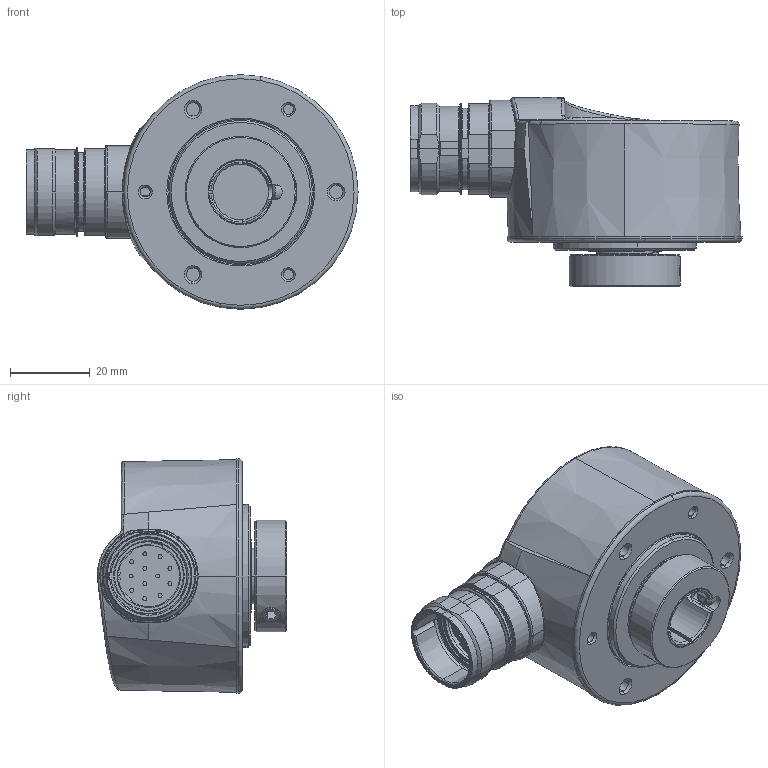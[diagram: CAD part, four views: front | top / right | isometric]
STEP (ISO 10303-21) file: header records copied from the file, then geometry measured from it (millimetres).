
FILE_DESCRIPTION (( 'STEP AP203' ), '1' );
FILE_NAME ('M110_DSK5H14_M23 Connector Output_Radial.STEP', '2019-07-22T06:56:20', ( '' ), ( '' ), 'SwSTEP 2.0', 'SolidWorks 2017', '' );
FILE_SCHEMA (( 'CONFIG_CONTROL_DESIGN' ));
Length unit declared in the file: millimetre
Products named in the file (1): M110_DSK5H14_M23 Connector Output_Radial
Bounding box: 83.5 x 47.63 x 59 mm (x, y, z)
Surface area: 17838.8 mm2 (no closed solid volume)
Topology: 0 solids, 16 shells, 316 faces, 929 edges, 623 vertices
Faces by surface type: plane 88, cylinder 83, cone 66, bspline 42, torus 37
Entity records: 15684 total; most frequent: CARTESIAN_POINT 7925, ORIENTED_EDGE 1626, DIRECTION 1424, EDGE_CURVE 927, VERTEX_POINT 623, AXIS2_PLACEMENT_3D 567, EDGE_LOOP 352, B_SPLINE_CURVE_WITH_KNOTS 329
